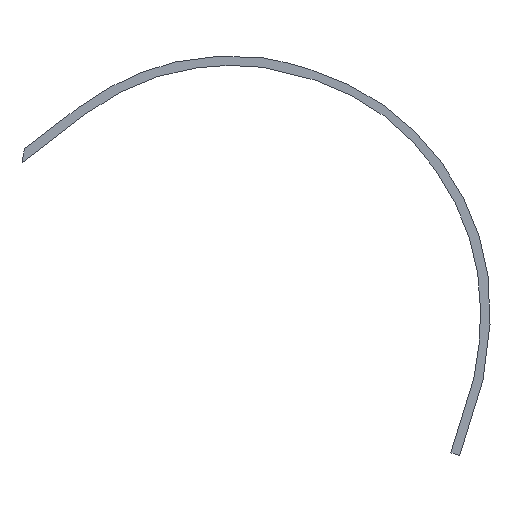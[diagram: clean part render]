
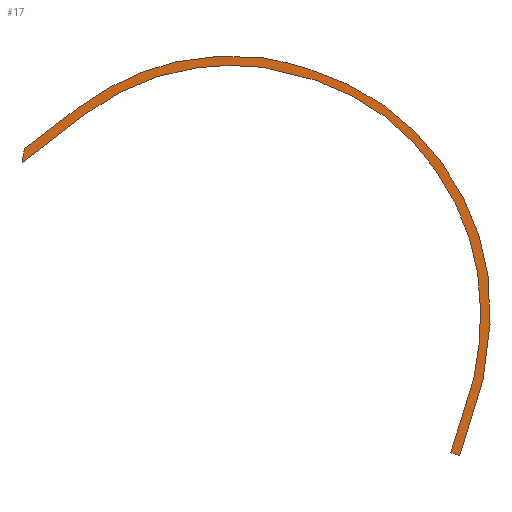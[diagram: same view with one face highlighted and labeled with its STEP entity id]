
A CAD part, top view. The second image highlights one B-rep face of the part: STEP entity #17.
In plain terms, the highlighted planar face has unit normal (0.003, -0.001, -1).
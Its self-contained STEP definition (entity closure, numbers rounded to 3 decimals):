
#17 = ADVANCED_FACE('',(#18),#32,.T.);
#18 = FACE_BOUND('',#19,.F.);
#19 = EDGE_LOOP('',(#20,#43,#65,#87,#103,#119,#135,#157,#179,#195));
#20 = ORIENTED_EDGE('',*,*,#21,.T.);
#21 = EDGE_CURVE('',#22,#24,#26,.T.);
#22 = VERTEX_POINT('',#23);
#23 = CARTESIAN_POINT('',(42.425,-47.509,0.165
    ));
#24 = VERTEX_POINT('',#25);
#25 = CARTESIAN_POINT('',(47.374,-31.502,0.157
    ));
#26 = SURFACE_CURVE('',#27,(#31),.PCURVE_S1.);
#27 = LINE('',#28,#29);
#28 = CARTESIAN_POINT('',(42.425,-47.509,0.165
    ));
#29 = VECTOR('',#30,1.);
#30 = DIRECTION('',(0.295,0.955,0.));
#31 = PCURVE('',#32,#37);
#32 = PLANE('',#33);
#33 = AXIS2_PLACEMENT_3D('',#34,#35,#36);
#34 = CARTESIAN_POINT('',(58.718,27.498,0.113
    ));
#35 = DIRECTION('',(0.003,-0.001,
    -1.));
#36 = DIRECTION('',(-0.175,-0.985,0.001));
#37 = DEFINITIONAL_REPRESENTATION('',(#38),#42);
#38 = LINE('',#39,#40);
#39 = CARTESIAN_POINT('',(76.699,2.954));
#40 = VECTOR('',#41,1.);
#41 = DIRECTION('',(-0.992,-0.124));
#42 = ( GEOMETRIC_REPRESENTATION_CONTEXT(2) 
PARAMETRIC_REPRESENTATION_CONTEXT() REPRESENTATION_CONTEXT('2D SPACE',''
  ) );
#43 = ORIENTED_EDGE('',*,*,#44,.T.);
#44 = EDGE_CURVE('',#24,#45,#47,.T.);
#45 = VERTEX_POINT('',#46);
#46 = CARTESIAN_POINT('',(0.635,37.153,
    -0.044));
#47 = SURFACE_CURVE('',#48,(#55),.PCURVE_S1.);
#48 = B_SPLINE_CURVE_WITH_KNOTS('',3,(#49,#50,#51,#52,#53,#54),
  .UNSPECIFIED.,.F.,.F.,(4,1,1,4),(0.,0.333,0.667,1.),
  .UNSPECIFIED.);
#49 = CARTESIAN_POINT('',(47.374,-31.502,0.157
    ));
#50 = CARTESIAN_POINT('',(49.7,-19.872,0.149)
  );
#51 = CARTESIAN_POINT('',(49.305,0.761,0.122)
  );
#52 = CARTESIAN_POINT('',(30.849,27.238,
    0.044));
#53 = CARTESIAN_POINT('',(12.086,35.101,
    -0.013));
#54 = CARTESIAN_POINT('',(0.635,37.153,
    -0.044));
#55 = PCURVE('',#32,#56);
#56 = DEFINITIONAL_REPRESENTATION('',(#57),#64);
#57 = B_SPLINE_CURVE_WITH_KNOTS('',3,(#58,#59,#60,#61,#62,#63),
  .UNSPECIFIED.,.F.,.F.,(4,1,1,4),(0.,0.333,0.667,1.),
  .UNSPECIFIED.);
#58 = CARTESIAN_POINT('',(60.074,0.874));
#59 = CARTESIAN_POINT('',(48.217,0.613));
#60 = CARTESIAN_POINT('',(27.969,4.603));
#61 = CARTESIAN_POINT('',(5.119,27.396));
#62 = CARTESIAN_POINT('',(0.651,47.243));
#63 = CARTESIAN_POINT('',(0.629,58.877));
#64 = ( GEOMETRIC_REPRESENTATION_CONTEXT(2) 
PARAMETRIC_REPRESENTATION_CONTEXT() REPRESENTATION_CONTEXT('2D SPACE',''
  ) );
#65 = ORIENTED_EDGE('',*,*,#66,.T.);
#66 = EDGE_CURVE('',#45,#67,#69,.T.);
#67 = VERTEX_POINT('',#68);
#68 = CARTESIAN_POINT('',(-38.556,26.717,-0.129
    ));
#69 = SURFACE_CURVE('',#70,(#77),.PCURVE_S1.);
#70 = B_SPLINE_CURVE_WITH_KNOTS('',3,(#71,#72,#73,#74,#75,#76),
  .UNSPECIFIED.,.F.,.F.,(4,1,1,4),(0.,0.333,0.667,1.),
  .UNSPECIFIED.);
#71 = CARTESIAN_POINT('',(0.635,37.153,
    -0.044));
#72 = CARTESIAN_POINT('',(-3.831,37.714,
    -0.056));
#73 = CARTESIAN_POINT('',(-12.686,37.695,
    -0.078));
#74 = CARTESIAN_POINT('',(-25.477,34.723,
    -0.107));
#75 = CARTESIAN_POINT('',(-34.194,29.819,-0.122)
  );
#76 = CARTESIAN_POINT('',(-38.556,26.717,-0.129
    ));
#77 = PCURVE('',#32,#78);
#78 = DEFINITIONAL_REPRESENTATION('',(#79),#86);
#79 = B_SPLINE_CURVE_WITH_KNOTS('',3,(#80,#81,#82,#83,#84,#85),
  .UNSPECIFIED.,.F.,.F.,(4,1,1,4),(0.,0.333,0.667,1.),
  .UNSPECIFIED.);
#80 = CARTESIAN_POINT('',(0.629,58.877));
#81 = CARTESIAN_POINT('',(0.855,63.372));
#82 = CARTESIAN_POINT('',(2.419,72.088));
#83 = CARTESIAN_POINT('',(7.578,84.164));
#84 = CARTESIAN_POINT('',(13.928,91.891));
#85 = CARTESIAN_POINT('',(17.744,95.646));
#86 = ( GEOMETRIC_REPRESENTATION_CONTEXT(2) 
PARAMETRIC_REPRESENTATION_CONTEXT() REPRESENTATION_CONTEXT('2D SPACE',''
  ) );
#87 = ORIENTED_EDGE('',*,*,#88,.T.);
#88 = EDGE_CURVE('',#67,#89,#91,.T.);
#89 = VERTEX_POINT('',#90);
#90 = CARTESIAN_POINT('',(-50.184,17.827,-0.148
    ));
#91 = SURFACE_CURVE('',#92,(#96),.PCURVE_S1.);
#92 = LINE('',#93,#94);
#93 = CARTESIAN_POINT('',(-38.556,26.717,-0.129
    ));
#94 = VECTOR('',#95,1.);
#95 = DIRECTION('',(-0.794,-0.607,-0.001)
  );
#96 = PCURVE('',#32,#97);
#97 = DEFINITIONAL_REPRESENTATION('',(#98),#102);
#98 = LINE('',#99,#100);
#99 = CARTESIAN_POINT('',(17.744,95.646));
#100 = VECTOR('',#101,1.);
#101 = DIRECTION('',(0.737,0.676));
#102 = ( GEOMETRIC_REPRESENTATION_CONTEXT(2) 
PARAMETRIC_REPRESENTATION_CONTEXT() REPRESENTATION_CONTEXT('2D SPACE',''
  ) );
#103 = ORIENTED_EDGE('',*,*,#104,.T.);
#104 = EDGE_CURVE('',#89,#105,#107,.T.);
#105 = VERTEX_POINT('',#106);
#106 = CARTESIAN_POINT('',(-50.708,14.865,
    -0.145));
#107 = SURFACE_CURVE('',#108,(#112),.PCURVE_S1.);
#108 = LINE('',#109,#110);
#109 = CARTESIAN_POINT('',(-50.184,17.827,
    -0.148));
#110 = VECTOR('',#111,1.);
#111 = DIRECTION('',(-0.175,-0.985,0.001)
  );
#112 = PCURVE('',#32,#113);
#113 = DEFINITIONAL_REPRESENTATION('',(#114),#118);
#114 = LINE('',#115,#116);
#115 = CARTESIAN_POINT('',(28.527,105.543));
#116 = VECTOR('',#117,1.);
#117 = DIRECTION('',(1.,0.));
#118 = ( GEOMETRIC_REPRESENTATION_CONTEXT(2) 
PARAMETRIC_REPRESENTATION_CONTEXT() REPRESENTATION_CONTEXT('2D SPACE',''
  ) );
#119 = ORIENTED_EDGE('',*,*,#120,.T.);
#120 = EDGE_CURVE('',#105,#121,#123,.T.);
#121 = VERTEX_POINT('',#122);
#122 = CARTESIAN_POINT('',(-37.365,25.11,
    -0.125));
#123 = SURFACE_CURVE('',#124,(#128),.PCURVE_S1.);
#124 = LINE('',#125,#126);
#125 = CARTESIAN_POINT('',(-50.708,14.865,
    -0.145));
#126 = VECTOR('',#127,1.);
#127 = DIRECTION('',(0.793,0.609,0.001));
#128 = PCURVE('',#32,#129);
#129 = DEFINITIONAL_REPRESENTATION('',(#130),#134);
#130 = LINE('',#131,#132);
#131 = CARTESIAN_POINT('',(31.534,105.543));
#132 = VECTOR('',#133,1.);
#133 = DIRECTION('',(-0.738,-0.675));
#134 = ( GEOMETRIC_REPRESENTATION_CONTEXT(2) 
PARAMETRIC_REPRESENTATION_CONTEXT() REPRESENTATION_CONTEXT('2D SPACE',''
  ) );
#135 = ORIENTED_EDGE('',*,*,#136,.T.);
#136 = EDGE_CURVE('',#121,#137,#139,.T.);
#137 = VERTEX_POINT('',#138);
#138 = CARTESIAN_POINT('',(0.399,35.167,
    -0.042));
#139 = SURFACE_CURVE('',#140,(#147),.PCURVE_S1.);
#140 = B_SPLINE_CURVE_WITH_KNOTS('',3,(#141,#142,#143,#144,#145,#146),
  .UNSPECIFIED.,.F.,.F.,(4,1,1,4),(0.,0.333,0.667,1.),
  .UNSPECIFIED.);
#141 = CARTESIAN_POINT('',(-37.365,25.11,
    -0.125));
#142 = CARTESIAN_POINT('',(-33.612,27.884,
    -0.119));
#143 = CARTESIAN_POINT('',(-25.81,32.327,
    -0.105));
#144 = CARTESIAN_POINT('',(-13.222,35.68,
    -0.077));
#145 = CARTESIAN_POINT('',(-4.24,35.706,
    -0.055));
#146 = CARTESIAN_POINT('',(0.399,35.167,
    -0.042));
#147 = PCURVE('',#32,#148);
#148 = DEFINITIONAL_REPRESENTATION('',(#149),#156);
#149 = B_SPLINE_CURVE_WITH_KNOTS('',3,(#150,#151,#152,#153,#154,#155),
  .UNSPECIFIED.,.F.,.F.,(4,1,1,4),(0.,0.333,0.667,1.),
  .UNSPECIFIED.);
#150 = CARTESIAN_POINT('',(19.118,94.192));
#151 = CARTESIAN_POINT('',(15.732,90.98));
#152 = CARTESIAN_POINT('',(9.995,84.073));
#153 = CARTESIAN_POINT('',(4.497,72.264));
#154 = CARTESIAN_POINT('',(2.904,63.424));
#155 = CARTESIAN_POINT('',(2.625,58.763));
#156 = ( GEOMETRIC_REPRESENTATION_CONTEXT(2) 
PARAMETRIC_REPRESENTATION_CONTEXT() REPRESENTATION_CONTEXT('2D SPACE',''
  ) );
#157 = ORIENTED_EDGE('',*,*,#158,.T.);
#158 = EDGE_CURVE('',#137,#159,#161,.T.);
#159 = VERTEX_POINT('',#160);
#160 = CARTESIAN_POINT('',(45.441,-30.989,
    0.152));
#161 = SURFACE_CURVE('',#162,(#169),.PCURVE_S1.);
#162 = B_SPLINE_CURVE_WITH_KNOTS('',3,(#163,#164,#165,#166,#167,#168),
  .UNSPECIFIED.,.F.,.F.,(4,1,1,4),(0.,0.333,0.667,1.),
  .UNSPECIFIED.);
#163 = CARTESIAN_POINT('',(0.399,35.167,
    -0.042));
#164 = CARTESIAN_POINT('',(11.482,33.35,
    -0.012));
#165 = CARTESIAN_POINT('',(29.627,25.979,
    0.042));
#166 = CARTESIAN_POINT('',(47.174,-0.196,
    0.118));
#167 = CARTESIAN_POINT('',(47.626,-19.913,
    0.144));
#168 = CARTESIAN_POINT('',(45.441,-30.989,
    0.152));
#169 = PCURVE('',#32,#170);
#170 = DEFINITIONAL_REPRESENTATION('',(#171),#178);
#171 = B_SPLINE_CURVE_WITH_KNOTS('',3,(#172,#173,#174,#175,#176,#177),
  .UNSPECIFIED.,.F.,.F.,(4,1,1,4),(0.,0.333,0.667,1.),
  .UNSPECIFIED.);
#172 = CARTESIAN_POINT('',(2.625,58.763));
#173 = CARTESIAN_POINT('',(2.48,47.532));
#174 = CARTESIAN_POINT('',(6.572,28.38));
#175 = CARTESIAN_POINT('',(29.283,6.534));
#176 = CARTESIAN_POINT('',(48.618,2.648));
#177 = CARTESIAN_POINT('',(59.906,2.867));
#178 = ( GEOMETRIC_REPRESENTATION_CONTEXT(2) 
PARAMETRIC_REPRESENTATION_CONTEXT() REPRESENTATION_CONTEXT('2D SPACE',''
  ) );
#179 = ORIENTED_EDGE('',*,*,#180,.T.);
#180 = EDGE_CURVE('',#159,#181,#183,.T.);
#181 = VERTEX_POINT('',#182);
#182 = CARTESIAN_POINT('',(40.54,-46.839,
    0.159));
#183 = SURFACE_CURVE('',#184,(#188),.PCURVE_S1.);
#184 = LINE('',#185,#186);
#185 = CARTESIAN_POINT('',(45.441,-30.989,
    0.152));
#186 = VECTOR('',#187,1.);
#187 = DIRECTION('',(-0.295,-0.955,0.)
  );
#188 = PCURVE('',#32,#189);
#189 = DEFINITIONAL_REPRESENTATION('',(#190),#194);
#190 = LINE('',#191,#192);
#191 = CARTESIAN_POINT('',(59.906,2.867));
#192 = VECTOR('',#193,1.);
#193 = DIRECTION('',(0.992,0.124));
#194 = ( GEOMETRIC_REPRESENTATION_CONTEXT(2) 
PARAMETRIC_REPRESENTATION_CONTEXT() REPRESENTATION_CONTEXT('2D SPACE',''
  ) );
#195 = ORIENTED_EDGE('',*,*,#196,.T.);
#196 = EDGE_CURVE('',#181,#22,#197,.T.);
#197 = SURFACE_CURVE('',#198,(#202),.PCURVE_S1.);
#198 = LINE('',#199,#200);
#199 = CARTESIAN_POINT('',(40.54,-46.839,
    0.159));
#200 = VECTOR('',#201,1.);
#201 = DIRECTION('',(0.942,-0.335,0.003)
  );
#202 = PCURVE('',#32,#203);
#203 = DEFINITIONAL_REPRESENTATION('',(#204),#208);
#204 = LINE('',#205,#206);
#205 = CARTESIAN_POINT('',(76.368,4.926));
#206 = VECTOR('',#207,1.);
#207 = DIRECTION('',(0.166,-0.986));
#208 = ( GEOMETRIC_REPRESENTATION_CONTEXT(2) 
PARAMETRIC_REPRESENTATION_CONTEXT() REPRESENTATION_CONTEXT('2D SPACE',''
  ) );
